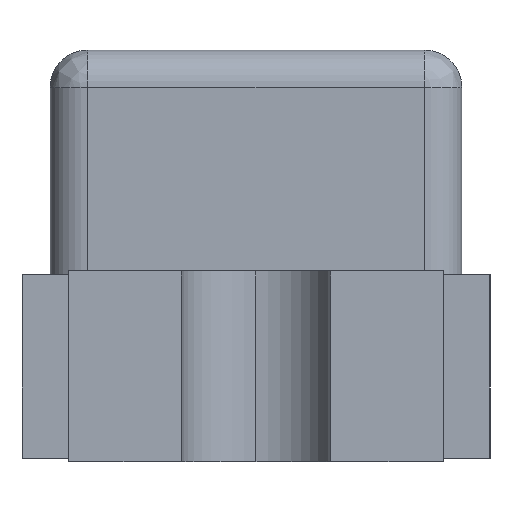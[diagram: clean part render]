
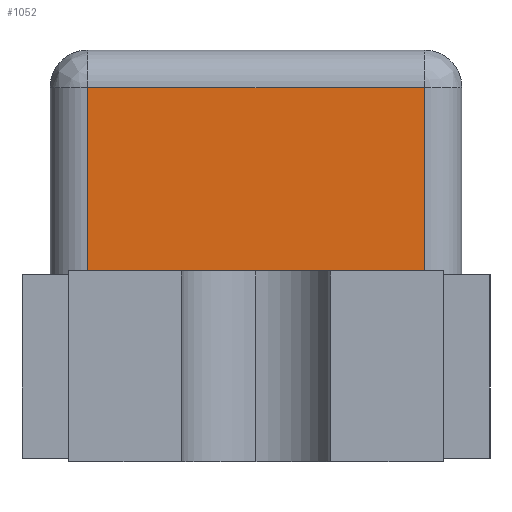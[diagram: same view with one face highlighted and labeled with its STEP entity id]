
A CAD part, left-side view. The second image highlights one B-rep face of the part: STEP entity #1052.
In plain terms, the highlighted planar face has unit normal (-1, 0, 0).
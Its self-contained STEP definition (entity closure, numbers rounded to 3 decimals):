
#147 = VERTEX_POINT ( 'NONE', #730 ) ;
#269 = EDGE_CURVE ( 'NONE', #1795, #1772, #970, .T. ) ;
#279 = EDGE_CURVE ( 'NONE', #1809, #147, #989, .T. ) ;
#318 = EDGE_LOOP ( 'NONE', ( #820, #821, #822, #823 ) ) ;
#535 = PLANE ( 'NONE',  #1848 ) ;
#547 = CARTESIAN_POINT ( 'NONE',  ( -0.52, 0.44, 0.096 ) ) ;
#548 = DIRECTION ( 'NONE',  ( -1., 0., 0. ) ) ;
#549 = DIRECTION ( 'NONE',  ( 0., -1., 0. ) ) ;
#730 = CARTESIAN_POINT ( 'NONE',  ( -0.52, -0.36, 0.504 ) ) ;
#820 = ORIENTED_EDGE ( 'NONE', *, *, #1424, .T. ) ;
#821 = ORIENTED_EDGE ( 'NONE', *, *, #279, .F. ) ;
#822 = ORIENTED_EDGE ( 'NONE', *, *, #1518, .T. ) ;
#823 = ORIENTED_EDGE ( 'NONE', *, *, #269, .F. ) ;
#970 = LINE ( 'NONE', #1767, #973 ) ;
#973 = VECTOR ( 'NONE', #1769, 1000. ) ;
#989 = LINE ( 'NONE', #1146, #991 ) ;
#991 = VECTOR ( 'NONE', #1145, 1000. ) ;
#1017 = FACE_OUTER_BOUND ( 'NONE', #318, .T. ) ;
#1052 = ADVANCED_FACE ( 'NONE', ( #1017 ), #535, .T. ) ;
#1145 = DIRECTION ( 'NONE',  ( 0., 0., -1. ) ) ;
#1146 = CARTESIAN_POINT ( 'NONE',  ( -0.52, -0.36, 0.096 ) ) ;
#1301 = LINE ( 'NONE', #2243, #1304 ) ;
#1304 = VECTOR ( 'NONE', #2245, 1000. ) ;
#1330 = LINE ( 'NONE', #2164, #1333 ) ;
#1333 = VECTOR ( 'NONE', #2165, 1000. ) ;
#1424 = EDGE_CURVE ( 'NONE', #1795, #147, #1301, .T. ) ;
#1518 = EDGE_CURVE ( 'NONE', #1809, #1772, #1330, .T. ) ;
#1708 = CARTESIAN_POINT ( 'NONE',  ( -0.52, 0.36, 0.504 ) ) ;
#1722 = CARTESIAN_POINT ( 'NONE',  ( -0.52, -0.36, 0.896 ) ) ;
#1767 = CARTESIAN_POINT ( 'NONE',  ( -0.52, 0.36, 0.096 ) ) ;
#1769 = DIRECTION ( 'NONE',  ( 0., 0., 1. ) ) ;
#1772 = VERTEX_POINT ( 'NONE', #2182 ) ;
#1795 = VERTEX_POINT ( 'NONE', #1708 ) ;
#1809 = VERTEX_POINT ( 'NONE', #1722 ) ;
#1848 = AXIS2_PLACEMENT_3D ( 'NONE', #547, #548, #549 ) ;
#2164 = CARTESIAN_POINT ( 'NONE',  ( -0.52, 0.44, 0.896 ) ) ;
#2165 = DIRECTION ( 'NONE',  ( 0., 1., 0. ) ) ;
#2182 = CARTESIAN_POINT ( 'NONE',  ( -0.52, 0.36, 0.896 ) ) ;
#2243 = CARTESIAN_POINT ( 'NONE',  ( -0.52, 0.4, 0.504 ) ) ;
#2245 = DIRECTION ( 'NONE',  ( 0., -1., 0. ) ) ;
